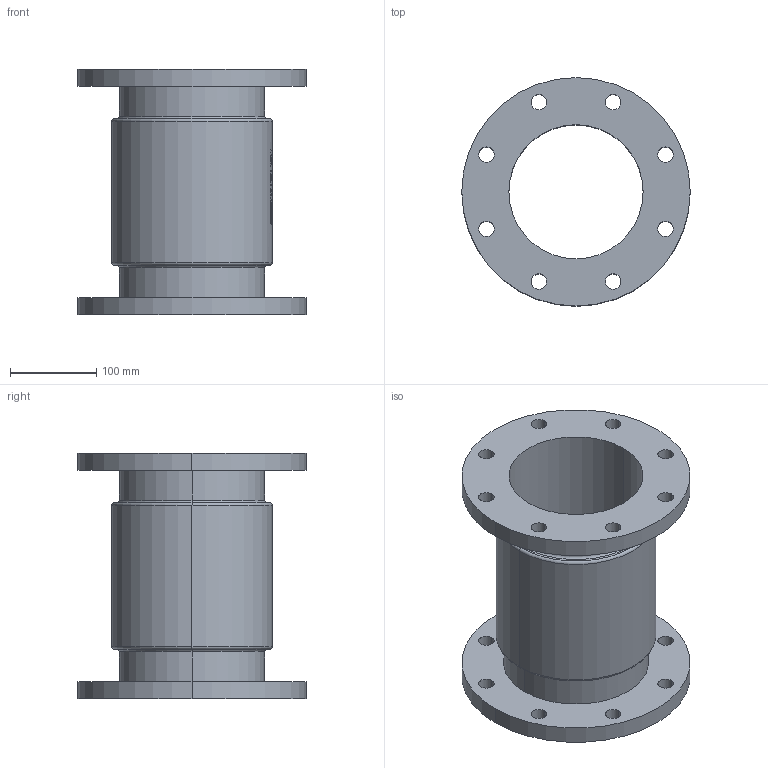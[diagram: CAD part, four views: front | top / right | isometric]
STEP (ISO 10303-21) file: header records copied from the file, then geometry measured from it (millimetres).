
FILE_DESCRIPTION (( 'STEP AP214' ), '1' );
FILE_NAME ('7120000_DN150_PN06_51420220.STEP', '2022-02-18T09:46:57', ( 'axxx' ), ( 'Hewlett-Packard Company' ), 'SwSTEP 2.0', 'SolidWorks 2019', '' );
FILE_SCHEMA (( 'AUTOMOTIVE_DESIGN' ));
Length unit declared in the file: millimetre
Products named in the file (1): 7120000_DN150_PN06_51420220
Bounding box: 265 x 265 x 285 mm (x, y, z)
Volume: 2993952.4 mm3; surface area: 471173.6 mm2
Topology: 1 solids, 1 shells, 538 faces, 1402 edges, 932 vertices
Faces by surface type: plane 243, bspline 223, cylinder 64, torus 8
Entity records: 30389 total; most frequent: CARTESIAN_POINT 18573, ORIENTED_EDGE 2804, DIRECTION 1706, EDGE_CURVE 1402, VERTEX_POINT 932, LINE 746, VECTOR 746, EDGE_LOOP 638
